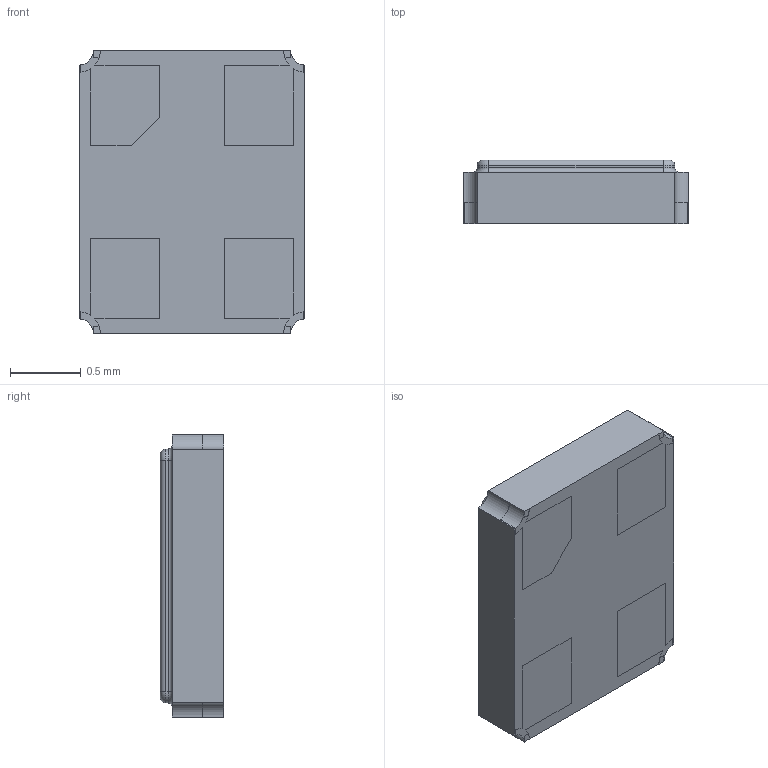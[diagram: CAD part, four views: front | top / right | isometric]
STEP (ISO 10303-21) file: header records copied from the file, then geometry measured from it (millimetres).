
FILE_DESCRIPTION (( 'STEP AP214' ), '1' );
FILE_NAME ('CX2016DB32000D0WZRC1.STEP', '2024-06-24T14:03:46', ( 'LENOVO' ), ( '' ), 'SwSTEP 2.0', 'SolidWorks 2021', '' );
FILE_SCHEMA (( 'AUTOMOTIVE_DESIGN' ));
Length unit declared in the file: millimetre
Products named in the file (2): CX2016DB32000D0WZRC1; CX2016DB32000D0WZRC1_CX2016DB32000D0WZRC1
Assembly tree (1 placements, depth 2):
  CX2016DB32000D0WZRC1
    CX2016DB32000D0WZRC1_CX2016DB32000D0WZRC1
Bounding box: 1.6 x 0.45 x 2 mm (x, y, z)
Volume: 1.4 mm3; surface area: 24.8 mm2
Topology: 8 solids, 8 shells, 167 faces, 442 edges, 292 vertices
Faces by surface type: plane 119, cylinder 40, torus 8
Entity records: 5289 total; most frequent: CARTESIAN_POINT 905, DIRECTION 892, ORIENTED_EDGE 884, EDGE_CURVE 442, VECTOR 334, LINE 334, VERTEX_POINT 292, AXIS2_PLACEMENT_3D 279
